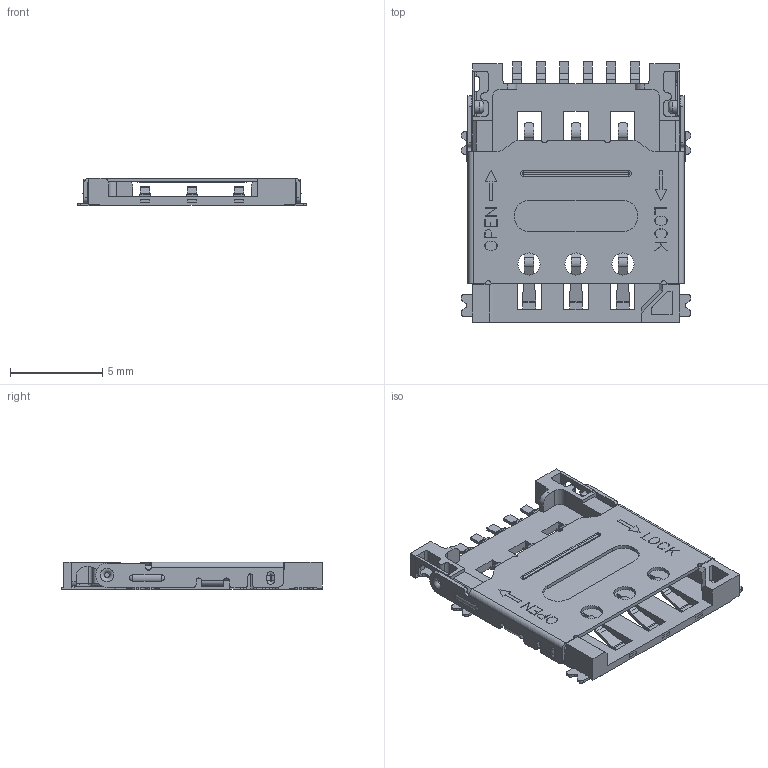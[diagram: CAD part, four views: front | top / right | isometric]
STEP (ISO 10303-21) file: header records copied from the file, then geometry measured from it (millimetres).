
FILE_DESCRIPTION(/* description */ ('Unknown'),/* implementation_level */ '2;1');
FILE_NAME(/* name */ '693042010611',/* time_stamp */ '2023-10-13T10:07:33+02:00',/* author */ ('Unknown'),/* organization */ ('Unknown'),/* preprocessor_version */ 'ST-DEVELOPER v18.102',/* originating_system */ 'Solid Edge',/* authorisation */ 'Unknown');
FILE_SCHEMA (('AUTOMOTIVE_DESIGN {1 0 10303 214 3 1 1}'));
Length unit declared in the file: millimetre
Products named in the file (4): 693042010611; 693042010611_Shielding; 693042010611_Contact
Assembly tree (3 placements, depth 2):
  693042010611
    693042010611
    693042010611_Shielding
    693042010611_Contact
Bounding box: 12.4 x 14.1 x 1.51 mm (x, y, z)
Volume: 100.4 mm3; surface area: 719.7 mm2
Topology: 12 solids, 12 shells, 1020 faces, 2870 edges, 1886 vertices
Faces by surface type: plane 667, cylinder 303, torus 22, cone 16, sphere 12
Full cylindrical faces by diameter (mm): 0.3 x2, 0.7 x2, 1.2 x3
Entity records: 35641 total; most frequent: CARTESIAN_POINT 6110, ORIENTED_EDGE 5662, DIRECTION 5181, EDGE_CURVE 2831, VERTEX_POINT 1874, LINE 1803, VECTOR 1803, AXIS2_PLACEMENT_3D 1689
